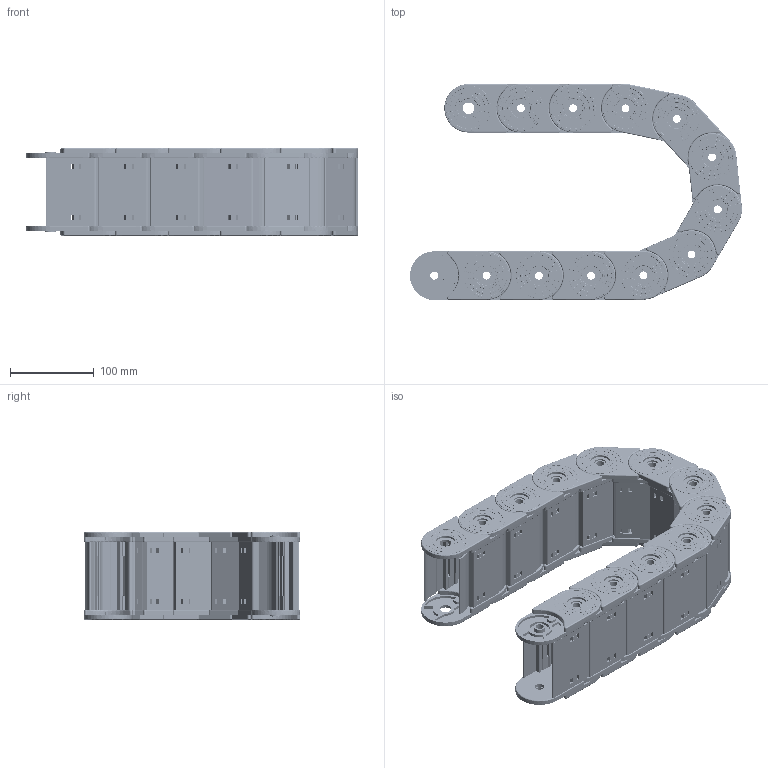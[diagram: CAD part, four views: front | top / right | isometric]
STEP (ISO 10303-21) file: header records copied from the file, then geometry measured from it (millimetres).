
FILE_DESCRIPTION (( 'STEP AP214' ), '1' );
FILE_NAME ('CK42-K080-R100.STEP', '2019-09-10T07:33:56', ( '' ), ( '' ), 'SwSTEP 2.0', 'SolidWorks 2017', '' );
FILE_SCHEMA (( 'AUTOMOTIVE_DESIGN' ));
Length unit declared in the file: millimetre
Products named in the file (2): CK42-K080; CK42-K080-R100
Assembly tree (12 placements, depth 2):
  CK42-K080-R100
    CK42-K080  x12
Bounding box: 396.74 x 258 x 105.3 mm (x, y, z)
Volume: 1214927.7 mm3; surface area: 822057.1 mm2
Topology: 48 solids, 48 shells, 6696 faces, 17904 edges, 11712 vertices
Faces by surface type: plane 3264, cylinder 2688, bspline 744
Entity records: 32174 total; most frequent: CARTESIAN_POINT 19198, ORIENTED_EDGE 2976, DIRECTION 2088, EDGE_CURVE 1488, VERTEX_POINT 976, LINE 874, VECTOR 874, EDGE_LOOP 612
